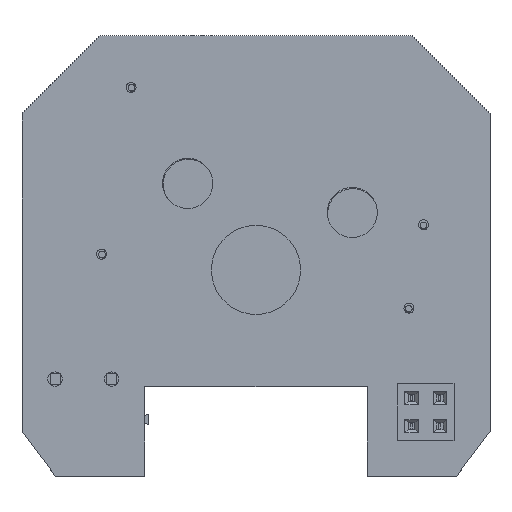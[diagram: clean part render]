
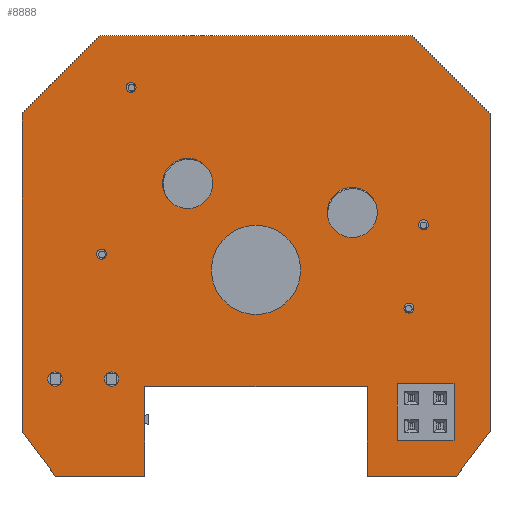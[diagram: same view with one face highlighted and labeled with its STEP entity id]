
A CAD part, top view. The second image highlights one B-rep face of the part: STEP entity #8888.
In plain terms, the highlighted planar face has unit normal (0, 0, 1).
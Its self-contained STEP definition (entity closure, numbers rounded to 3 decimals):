
#8553 = VERTEX_POINT('',#8554);
#8554 = CARTESIAN_POINT('',(188.5,-47.,1.6));
#8560 = EDGE_CURVE('',#8553,#8561,#8563,.T.);
#8561 = VERTEX_POINT('',#8562);
#8562 = CARTESIAN_POINT('',(188.5,-75.5,1.6));
#8563 = LINE('',#8564,#8565);
#8564 = CARTESIAN_POINT('',(188.5,-47.,1.6));
#8565 = VECTOR('',#8566,1.);
#8566 = DIRECTION('',(0.,-1.,0.));
#8593 = VERTEX_POINT('',#8594);
#8594 = CARTESIAN_POINT('',(181.5,-40.,1.6));
#8600 = EDGE_CURVE('',#8593,#8553,#8601,.T.);
#8601 = LINE('',#8602,#8603);
#8602 = CARTESIAN_POINT('',(181.5,-40.,1.6));
#8603 = VECTOR('',#8604,1.);
#8604 = DIRECTION('',(0.707,-0.707,0.));
#8622 = EDGE_CURVE('',#8561,#8623,#8625,.T.);
#8623 = VERTEX_POINT('',#8624);
#8624 = CARTESIAN_POINT('',(185.5,-79.5,1.6));
#8625 = LINE('',#8626,#8627);
#8626 = CARTESIAN_POINT('',(188.5,-75.5,1.6));
#8627 = VECTOR('',#8628,1.);
#8628 = DIRECTION('',(-0.6,-0.8,0.));
#8888 = ADVANCED_FACE('',(#8889,#8980,#8991,#9002,#9013,#9024,#9035,
    #9046,#9057,#9068,#9079,#9090,#9101,#9112),#9123,.T.);
#8889 = FACE_BOUND('',#8890,.T.);
#8890 = EDGE_LOOP('',(#8891,#8892,#8893,#8901,#8909,#8917,#8925,#8933,
    #8941,#8949,#8957,#8965,#8973,#8979));
#8891 = ORIENTED_EDGE('',*,*,#8560,.F.);
#8892 = ORIENTED_EDGE('',*,*,#8600,.F.);
#8893 = ORIENTED_EDGE('',*,*,#8894,.F.);
#8894 = EDGE_CURVE('',#8895,#8593,#8897,.T.);
#8895 = VERTEX_POINT('',#8896);
#8896 = CARTESIAN_POINT('',(153.5,-40.,1.6));
#8897 = LINE('',#8898,#8899);
#8898 = CARTESIAN_POINT('',(153.5,-40.,1.6));
#8899 = VECTOR('',#8900,1.);
#8900 = DIRECTION('',(1.,0.,0.));
#8901 = ORIENTED_EDGE('',*,*,#8902,.F.);
#8902 = EDGE_CURVE('',#8903,#8895,#8905,.T.);
#8903 = VERTEX_POINT('',#8904);
#8904 = CARTESIAN_POINT('',(146.5,-47.,1.6));
#8905 = LINE('',#8906,#8907);
#8906 = CARTESIAN_POINT('',(146.5,-47.,1.6));
#8907 = VECTOR('',#8908,1.);
#8908 = DIRECTION('',(0.707,0.707,0.));
#8909 = ORIENTED_EDGE('',*,*,#8910,.F.);
#8910 = EDGE_CURVE('',#8911,#8903,#8913,.T.);
#8911 = VERTEX_POINT('',#8912);
#8912 = CARTESIAN_POINT('',(146.5,-52.,1.6));
#8913 = LINE('',#8914,#8915);
#8914 = CARTESIAN_POINT('',(146.5,-52.,1.6));
#8915 = VECTOR('',#8916,1.);
#8916 = DIRECTION('',(0.,1.,0.));
#8917 = ORIENTED_EDGE('',*,*,#8918,.F.);
#8918 = EDGE_CURVE('',#8919,#8911,#8921,.T.);
#8919 = VERTEX_POINT('',#8920);
#8920 = CARTESIAN_POINT('',(146.5,-56.,1.6));
#8921 = LINE('',#8922,#8923);
#8922 = CARTESIAN_POINT('',(146.5,-56.,1.6));
#8923 = VECTOR('',#8924,1.);
#8924 = DIRECTION('',(0.,1.,0.));
#8925 = ORIENTED_EDGE('',*,*,#8926,.F.);
#8926 = EDGE_CURVE('',#8927,#8919,#8929,.T.);
#8927 = VERTEX_POINT('',#8928);
#8928 = CARTESIAN_POINT('',(146.5,-75.5,1.6));
#8929 = LINE('',#8930,#8931);
#8930 = CARTESIAN_POINT('',(146.5,-75.5,1.6));
#8931 = VECTOR('',#8932,1.);
#8932 = DIRECTION('',(0.,1.,0.));
#8933 = ORIENTED_EDGE('',*,*,#8934,.F.);
#8934 = EDGE_CURVE('',#8935,#8927,#8937,.T.);
#8935 = VERTEX_POINT('',#8936);
#8936 = CARTESIAN_POINT('',(149.5,-79.5,1.6));
#8937 = LINE('',#8938,#8939);
#8938 = CARTESIAN_POINT('',(149.5,-79.5,1.6));
#8939 = VECTOR('',#8940,1.);
#8940 = DIRECTION('',(-0.6,0.8,0.));
#8941 = ORIENTED_EDGE('',*,*,#8942,.F.);
#8942 = EDGE_CURVE('',#8943,#8935,#8945,.T.);
#8943 = VERTEX_POINT('',#8944);
#8944 = CARTESIAN_POINT('',(157.5,-79.5,1.6));
#8945 = LINE('',#8946,#8947);
#8946 = CARTESIAN_POINT('',(157.5,-79.5,1.6));
#8947 = VECTOR('',#8948,1.);
#8948 = DIRECTION('',(-1.,0.,0.));
#8949 = ORIENTED_EDGE('',*,*,#8950,.F.);
#8950 = EDGE_CURVE('',#8951,#8943,#8953,.T.);
#8951 = VERTEX_POINT('',#8952);
#8952 = CARTESIAN_POINT('',(157.5,-71.5,1.6));
#8953 = LINE('',#8954,#8955);
#8954 = CARTESIAN_POINT('',(157.5,-71.5,1.6));
#8955 = VECTOR('',#8956,1.);
#8956 = DIRECTION('',(0.,-1.,0.));
#8957 = ORIENTED_EDGE('',*,*,#8958,.F.);
#8958 = EDGE_CURVE('',#8959,#8951,#8961,.T.);
#8959 = VERTEX_POINT('',#8960);
#8960 = CARTESIAN_POINT('',(177.5,-71.5,1.6));
#8961 = LINE('',#8962,#8963);
#8962 = CARTESIAN_POINT('',(177.5,-71.5,1.6));
#8963 = VECTOR('',#8964,1.);
#8964 = DIRECTION('',(-1.,0.,0.));
#8965 = ORIENTED_EDGE('',*,*,#8966,.F.);
#8966 = EDGE_CURVE('',#8967,#8959,#8969,.T.);
#8967 = VERTEX_POINT('',#8968);
#8968 = CARTESIAN_POINT('',(177.5,-79.5,1.6));
#8969 = LINE('',#8970,#8971);
#8970 = CARTESIAN_POINT('',(177.5,-79.5,1.6));
#8971 = VECTOR('',#8972,1.);
#8972 = DIRECTION('',(0.,1.,0.));
#8973 = ORIENTED_EDGE('',*,*,#8974,.F.);
#8974 = EDGE_CURVE('',#8623,#8967,#8975,.T.);
#8975 = LINE('',#8976,#8977);
#8976 = CARTESIAN_POINT('',(185.5,-79.5,1.6));
#8977 = VECTOR('',#8978,1.);
#8978 = DIRECTION('',(-1.,0.,0.));
#8979 = ORIENTED_EDGE('',*,*,#8622,.F.);
#8980 = FACE_BOUND('',#8981,.T.);
#8981 = EDGE_LOOP('',(#8982));
#8982 = ORIENTED_EDGE('',*,*,#8983,.T.);
#8983 = EDGE_CURVE('',#8984,#8984,#8986,.T.);
#8984 = VERTEX_POINT('',#8985);
#8985 = CARTESIAN_POINT('',(149.465,-71.455,1.6));
#8986 = CIRCLE('',#8987,0.65);
#8987 = AXIS2_PLACEMENT_3D('',#8988,#8989,#8990);
#8988 = CARTESIAN_POINT('',(149.465,-70.805,1.6));
#8989 = DIRECTION('',(-0.,0.,-1.));
#8990 = DIRECTION('',(-0.,-1.,0.));
#8991 = FACE_BOUND('',#8992,.T.);
#8992 = EDGE_LOOP('',(#8993));
#8993 = ORIENTED_EDGE('',*,*,#8994,.T.);
#8994 = EDGE_CURVE('',#8995,#8995,#8997,.T.);
#8995 = VERTEX_POINT('',#8996);
#8996 = CARTESIAN_POINT('',(154.545,-71.455,1.6));
#8997 = CIRCLE('',#8998,0.65);
#8998 = AXIS2_PLACEMENT_3D('',#8999,#9000,#9001);
#8999 = CARTESIAN_POINT('',(154.545,-70.805,1.6));
#9000 = DIRECTION('',(-0.,0.,-1.));
#9001 = DIRECTION('',(0.,-1.,0.));
#9002 = FACE_BOUND('',#9003,.T.);
#9003 = EDGE_LOOP('',(#9004));
#9004 = ORIENTED_EDGE('',*,*,#9005,.T.);
#9005 = EDGE_CURVE('',#9006,#9006,#9008,.T.);
#9006 = VERTEX_POINT('',#9007);
#9007 = CARTESIAN_POINT('',(181.46,-75.54,1.6));
#9008 = CIRCLE('',#9009,0.5);
#9009 = AXIS2_PLACEMENT_3D('',#9010,#9011,#9012);
#9010 = CARTESIAN_POINT('',(181.46,-75.04,1.6));
#9011 = DIRECTION('',(-0.,0.,-1.));
#9012 = DIRECTION('',(-0.,-1.,0.));
#9013 = FACE_BOUND('',#9014,.T.);
#9014 = EDGE_LOOP('',(#9015));
#9015 = ORIENTED_EDGE('',*,*,#9016,.T.);
#9016 = EDGE_CURVE('',#9017,#9017,#9019,.T.);
#9017 = VERTEX_POINT('',#9018);
#9018 = CARTESIAN_POINT('',(184.,-75.54,1.6));
#9019 = CIRCLE('',#9020,0.5);
#9020 = AXIS2_PLACEMENT_3D('',#9021,#9022,#9023);
#9021 = CARTESIAN_POINT('',(184.,-75.04,1.6));
#9022 = DIRECTION('',(-0.,0.,-1.));
#9023 = DIRECTION('',(-0.,-1.,0.));
#9024 = FACE_BOUND('',#9025,.T.);
#9025 = EDGE_LOOP('',(#9026));
#9026 = ORIENTED_EDGE('',*,*,#9027,.T.);
#9027 = EDGE_CURVE('',#9028,#9028,#9030,.T.);
#9028 = VERTEX_POINT('',#9029);
#9029 = CARTESIAN_POINT('',(181.46,-73.,1.6));
#9030 = CIRCLE('',#9031,0.5);
#9031 = AXIS2_PLACEMENT_3D('',#9032,#9033,#9034);
#9032 = CARTESIAN_POINT('',(181.46,-72.5,1.6));
#9033 = DIRECTION('',(-0.,0.,-1.));
#9034 = DIRECTION('',(-0.,-1.,0.));
#9035 = FACE_BOUND('',#9036,.T.);
#9036 = EDGE_LOOP('',(#9037));
#9037 = ORIENTED_EDGE('',*,*,#9038,.T.);
#9038 = EDGE_CURVE('',#9039,#9039,#9041,.T.);
#9039 = VERTEX_POINT('',#9040);
#9040 = CARTESIAN_POINT('',(184.,-73.,1.6));
#9041 = CIRCLE('',#9042,0.5);
#9042 = AXIS2_PLACEMENT_3D('',#9043,#9044,#9045);
#9043 = CARTESIAN_POINT('',(184.,-72.5,1.6));
#9044 = DIRECTION('',(-0.,0.,-1.));
#9045 = DIRECTION('',(-0.,-1.,0.));
#9046 = FACE_BOUND('',#9047,.T.);
#9047 = EDGE_LOOP('',(#9048));
#9048 = ORIENTED_EDGE('',*,*,#9049,.F.);
#9049 = EDGE_CURVE('',#9050,#9050,#9052,.T.);
#9050 = VERTEX_POINT('',#9051);
#9051 = CARTESIAN_POINT('',(171.5,-61.,1.6));
#9052 = CIRCLE('',#9053,4.);
#9053 = AXIS2_PLACEMENT_3D('',#9054,#9055,#9056);
#9054 = CARTESIAN_POINT('',(167.5,-61.,1.6));
#9055 = DIRECTION('',(0.,0.,1.));
#9056 = DIRECTION('',(1.,0.,-0.));
#9057 = FACE_BOUND('',#9058,.T.);
#9058 = EDGE_LOOP('',(#9059));
#9059 = ORIENTED_EDGE('',*,*,#9060,.T.);
#9060 = EDGE_CURVE('',#9061,#9061,#9063,.T.);
#9061 = VERTEX_POINT('',#9062);
#9062 = CARTESIAN_POINT('',(181.226,-64.884,1.6));
#9063 = CIRCLE('',#9064,0.45);
#9064 = AXIS2_PLACEMENT_3D('',#9065,#9066,#9067);
#9065 = CARTESIAN_POINT('',(181.226,-64.434,1.6));
#9066 = DIRECTION('',(-0.,0.,-1.));
#9067 = DIRECTION('',(0.,-1.,0.));
#9068 = FACE_BOUND('',#9069,.T.);
#9069 = EDGE_LOOP('',(#9070));
#9070 = ORIENTED_EDGE('',*,*,#9071,.T.);
#9071 = EDGE_CURVE('',#9072,#9072,#9074,.T.);
#9072 = VERTEX_POINT('',#9073);
#9073 = CARTESIAN_POINT('',(153.648,-60.041,1.6));
#9074 = CIRCLE('',#9075,0.45);
#9075 = AXIS2_PLACEMENT_3D('',#9076,#9077,#9078);
#9076 = CARTESIAN_POINT('',(153.648,-59.591,1.6));
#9077 = DIRECTION('',(-0.,0.,-1.));
#9078 = DIRECTION('',(-0.,-1.,0.));
#9079 = FACE_BOUND('',#9080,.T.);
#9080 = EDGE_LOOP('',(#9081));
#9081 = ORIENTED_EDGE('',*,*,#9082,.T.);
#9082 = EDGE_CURVE('',#9083,#9083,#9085,.T.);
#9083 = VERTEX_POINT('',#9084);
#9084 = CARTESIAN_POINT('',(161.369,-55.485,1.6));
#9085 = CIRCLE('',#9086,2.25);
#9086 = AXIS2_PLACEMENT_3D('',#9087,#9088,#9089);
#9087 = CARTESIAN_POINT('',(161.369,-53.235,1.6));
#9088 = DIRECTION('',(-0.,0.,-1.));
#9089 = DIRECTION('',(-0.,-1.,0.));
#9090 = FACE_BOUND('',#9091,.T.);
#9091 = EDGE_LOOP('',(#9092));
#9092 = ORIENTED_EDGE('',*,*,#9093,.T.);
#9093 = EDGE_CURVE('',#9094,#9094,#9096,.T.);
#9094 = VERTEX_POINT('',#9095);
#9095 = CARTESIAN_POINT('',(156.287,-45.072,1.6));
#9096 = CIRCLE('',#9097,0.45);
#9097 = AXIS2_PLACEMENT_3D('',#9098,#9099,#9100);
#9098 = CARTESIAN_POINT('',(156.287,-44.622,1.6));
#9099 = DIRECTION('',(-0.,0.,-1.));
#9100 = DIRECTION('',(-0.,-1.,0.));
#9101 = FACE_BOUND('',#9102,.T.);
#9102 = EDGE_LOOP('',(#9103));
#9103 = ORIENTED_EDGE('',*,*,#9104,.T.);
#9104 = EDGE_CURVE('',#9105,#9105,#9107,.T.);
#9105 = VERTEX_POINT('',#9106);
#9106 = CARTESIAN_POINT('',(182.546,-57.399,1.6));
#9107 = CIRCLE('',#9108,0.45);
#9108 = AXIS2_PLACEMENT_3D('',#9109,#9110,#9111);
#9109 = CARTESIAN_POINT('',(182.546,-56.949,1.6));
#9110 = DIRECTION('',(-0.,0.,-1.));
#9111 = DIRECTION('',(-0.,-1.,0.));
#9112 = FACE_BOUND('',#9113,.T.);
#9113 = EDGE_LOOP('',(#9114));
#9114 = ORIENTED_EDGE('',*,*,#9115,.T.);
#9115 = EDGE_CURVE('',#9116,#9116,#9118,.T.);
#9116 = VERTEX_POINT('',#9117);
#9117 = CARTESIAN_POINT('',(176.141,-58.09,1.6));
#9118 = CIRCLE('',#9119,2.25);
#9119 = AXIS2_PLACEMENT_3D('',#9120,#9121,#9122);
#9120 = CARTESIAN_POINT('',(176.141,-55.84,1.6));
#9121 = DIRECTION('',(-0.,0.,-1.));
#9122 = DIRECTION('',(-0.,-1.,0.));
#9123 = PLANE('',#9124);
#9124 = AXIS2_PLACEMENT_3D('',#9125,#9126,#9127);
#9125 = CARTESIAN_POINT('',(0.,0.,1.6));
#9126 = DIRECTION('',(0.,0.,1.));
#9127 = DIRECTION('',(1.,0.,-0.));
